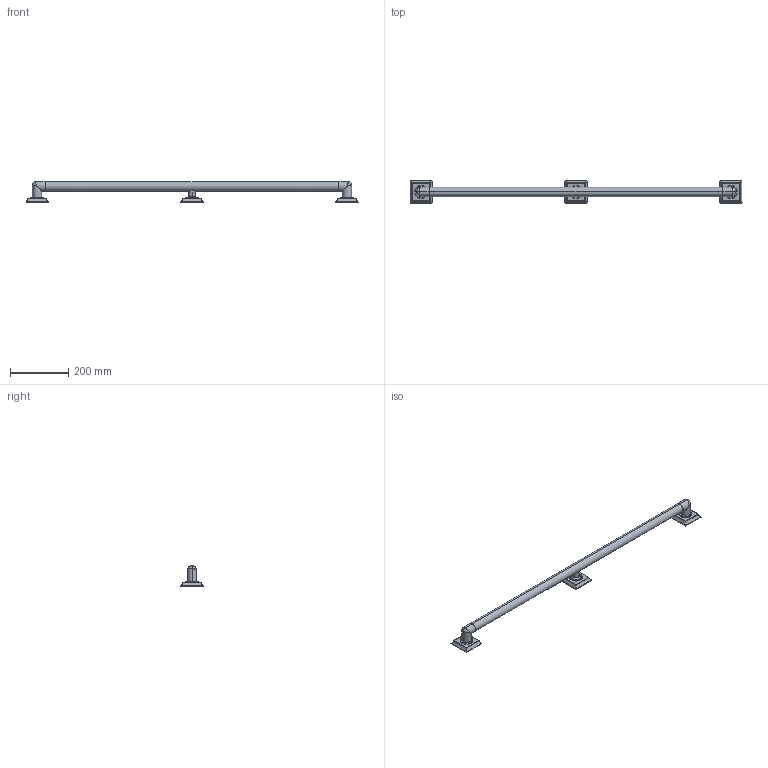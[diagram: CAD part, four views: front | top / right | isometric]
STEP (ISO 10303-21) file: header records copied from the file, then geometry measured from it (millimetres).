
FILE_DESCRIPTION((''),'2;1');
FILE_NAME('2570-3942','2021-07-12T16:10:10',('jinson.thomas'),(''),'CREO PARAMETRIC BY PTC INC, 2018400','CREO PARAMETRIC BY PTC INC, 2018400','');
FILE_SCHEMA(('CONFIG_CONTROL_DESIGN'));
Length unit declared in the file: inch
Products named in the file (1): 2570-3942
Bounding box: 1143 x 76.2 x 69.98 mm (x, y, z)
Volume: 1112922.7 mm3; surface area: 154998.6 mm2
Topology: 1 solids, 1 shells, 123 faces, 253 edges, 138 vertices
Faces by surface type: cylinder 54, bspline 32, sphere 12, cone 10, plane 9, torus 6
Entity records: 5041 total; most frequent: CARTESIAN_POINT 2629, ORIENTED_EDGE 506, DIRECTION 469, EDGE_CURVE 253, AXIS2_PLACEMENT_3D 196, VERTEX_POINT 138, EDGE_LOOP 129, FACE_OUTER_BOUND 123
